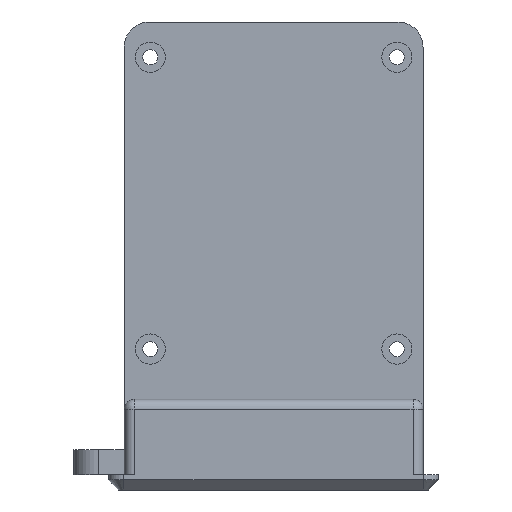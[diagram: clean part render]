
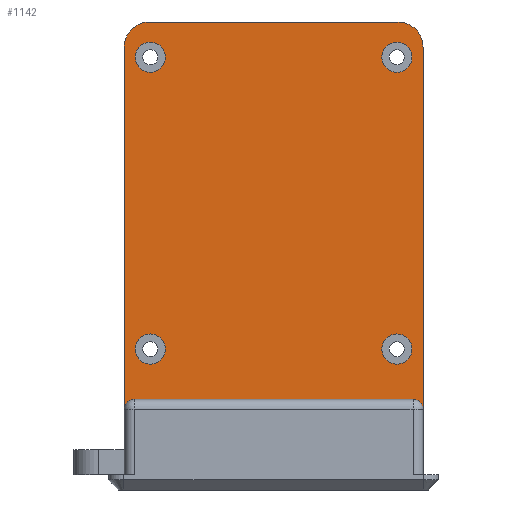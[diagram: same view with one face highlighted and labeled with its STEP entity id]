
A CAD part, left-side view. The second image highlights one B-rep face of the part: STEP entity #1142.
In plain terms, the highlighted planar face has unit normal (-1, 0, 0).
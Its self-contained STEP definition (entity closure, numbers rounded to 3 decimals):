
#27=FACE_BOUND('',#215,.T.);
#28=FACE_BOUND('',#216,.T.);
#29=FACE_BOUND('',#217,.T.);
#30=FACE_BOUND('',#218,.T.);
#69=CIRCLE('',#1215,3.);
#72=CIRCLE('',#1220,3.);
#75=CIRCLE('',#1225,3.);
#78=CIRCLE('',#1230,3.);
#85=CIRCLE('',#1243,5.);
#86=CIRCLE('',#1246,2.);
#87=CIRCLE('',#1247,2.);
#88=CIRCLE('',#1248,5.);
#140=FACE_OUTER_BOUND('',#214,.T.);
#214=EDGE_LOOP('',(#827,#828,#829,#830,#831,#832,#833,#834,#835,#836));
#215=EDGE_LOOP('',(#837));
#216=EDGE_LOOP('',(#838));
#217=EDGE_LOOP('',(#839));
#218=EDGE_LOOP('',(#840));
#310=LINE('',#1806,#416);
#313=LINE('',#1812,#419);
#314=LINE('',#1816,#420);
#315=LINE('',#1818,#421);
#316=LINE('',#1820,#422);
#317=LINE('',#1824,#423);
#416=VECTOR('',#1439,10.);
#419=VECTOR('',#1444,10.);
#420=VECTOR('',#1447,10.);
#421=VECTOR('',#1448,10.);
#422=VECTOR('',#1449,10.);
#423=VECTOR('',#1452,10.);
#507=VERTEX_POINT('',#1733);
#510=VERTEX_POINT('',#1742);
#513=VERTEX_POINT('',#1751);
#516=VERTEX_POINT('',#1760);
#532=VERTEX_POINT('',#1799);
#533=VERTEX_POINT('',#1801);
#534=VERTEX_POINT('',#1805);
#536=VERTEX_POINT('',#1811);
#537=VERTEX_POINT('',#1813);
#538=VERTEX_POINT('',#1815);
#539=VERTEX_POINT('',#1817);
#540=VERTEX_POINT('',#1819);
#541=VERTEX_POINT('',#1821);
#542=VERTEX_POINT('',#1823);
#613=EDGE_CURVE('',#507,#507,#69,.T.);
#617=EDGE_CURVE('',#510,#510,#72,.T.);
#621=EDGE_CURVE('',#513,#513,#75,.T.);
#625=EDGE_CURVE('',#516,#516,#78,.T.);
#644=EDGE_CURVE('',#532,#533,#85,.T.);
#646=EDGE_CURVE('',#533,#534,#310,.F.);
#649=EDGE_CURVE('',#536,#532,#313,.T.);
#650=EDGE_CURVE('',#536,#537,#86,.T.);
#651=EDGE_CURVE('',#537,#538,#314,.F.);
#652=EDGE_CURVE('',#539,#538,#315,.F.);
#653=EDGE_CURVE('',#539,#540,#316,.T.);
#654=EDGE_CURVE('',#541,#540,#87,.F.);
#655=EDGE_CURVE('',#541,#542,#317,.T.);
#656=EDGE_CURVE('',#534,#542,#88,.T.);
#827=ORIENTED_EDGE('',*,*,#644,.F.);
#828=ORIENTED_EDGE('',*,*,#649,.F.);
#829=ORIENTED_EDGE('',*,*,#650,.T.);
#830=ORIENTED_EDGE('',*,*,#651,.T.);
#831=ORIENTED_EDGE('',*,*,#652,.F.);
#832=ORIENTED_EDGE('',*,*,#653,.T.);
#833=ORIENTED_EDGE('',*,*,#654,.F.);
#834=ORIENTED_EDGE('',*,*,#655,.T.);
#835=ORIENTED_EDGE('',*,*,#656,.F.);
#836=ORIENTED_EDGE('',*,*,#646,.F.);
#837=ORIENTED_EDGE('',*,*,#613,.T.);
#838=ORIENTED_EDGE('',*,*,#617,.T.);
#839=ORIENTED_EDGE('',*,*,#621,.T.);
#840=ORIENTED_EDGE('',*,*,#625,.T.);
#1099=PLANE('',#1245);
#1142=ADVANCED_FACE('',(#140,#27,#28,#29,#30),#1099,.T.);
#1215=AXIS2_PLACEMENT_3D('',#1734,#1364,#1365);
#1220=AXIS2_PLACEMENT_3D('',#1743,#1375,#1376);
#1225=AXIS2_PLACEMENT_3D('',#1752,#1386,#1387);
#1230=AXIS2_PLACEMENT_3D('',#1761,#1397,#1398);
#1243=AXIS2_PLACEMENT_3D('',#1802,#1434,#1435);
#1245=AXIS2_PLACEMENT_3D('',#1810,#1442,#1443);
#1246=AXIS2_PLACEMENT_3D('',#1814,#1445,#1446);
#1247=AXIS2_PLACEMENT_3D('',#1822,#1450,#1451);
#1248=AXIS2_PLACEMENT_3D('',#1825,#1453,#1454);
#1364=DIRECTION('center_axis',(1.,0.,0.));
#1365=DIRECTION('ref_axis',(0.,-1.,0.));
#1375=DIRECTION('center_axis',(1.,0.,0.));
#1376=DIRECTION('ref_axis',(0.,-1.,0.));
#1386=DIRECTION('center_axis',(1.,0.,0.));
#1387=DIRECTION('ref_axis',(0.,-1.,0.));
#1397=DIRECTION('center_axis',(1.,0.,0.));
#1398=DIRECTION('ref_axis',(0.,-1.,0.));
#1434=DIRECTION('center_axis',(1.,0.,0.));
#1435=DIRECTION('ref_axis',(0.,0.707,0.707));
#1439=DIRECTION('',(0.,1.,0.));
#1442=DIRECTION('center_axis',(-1.,0.,0.));
#1443=DIRECTION('ref_axis',(0.,-1.,0.));
#1444=DIRECTION('',(0.,0.,1.));
#1445=DIRECTION('center_axis',(1.,0.,0.));
#1446=DIRECTION('ref_axis',(0.,0.707,0.707));
#1447=DIRECTION('',(0.,0.,1.));
#1448=DIRECTION('',(0.,-1.,0.));
#1449=DIRECTION('',(0.,0.,1.));
#1450=DIRECTION('center_axis',(1.,0.,0.));
#1451=DIRECTION('ref_axis',(0.,-0.707,0.707));
#1452=DIRECTION('',(0.,0.,1.));
#1453=DIRECTION('center_axis',(1.,0.,0.));
#1454=DIRECTION('ref_axis',(0.,-0.707,0.707));
#1733=CARTESIAN_POINT('',(-5.,58.75,25.));
#1734=CARTESIAN_POINT('Origin',(-5.,55.75,25.));
#1742=CARTESIAN_POINT('',(-5.,107.75,25.));
#1743=CARTESIAN_POINT('Origin',(-5.,104.75,25.));
#1751=CARTESIAN_POINT('',(-5.,58.75,83.));
#1752=CARTESIAN_POINT('Origin',(-5.,55.75,83.));
#1760=CARTESIAN_POINT('',(-5.,107.75,83.));
#1761=CARTESIAN_POINT('Origin',(-5.,104.75,83.));
#1799=CARTESIAN_POINT('',(-5.,109.95,85.));
#1801=CARTESIAN_POINT('',(-5.,104.95,90.));
#1802=CARTESIAN_POINT('Origin',(-5.,104.95,85.));
#1805=CARTESIAN_POINT('',(-5.,55.55,90.));
#1806=CARTESIAN_POINT('',(-5.,95.,90.));
#1810=CARTESIAN_POINT('Origin',(-5.,110.,5.));
#1811=CARTESIAN_POINT('',(-5.,109.95,13.));
#1812=CARTESIAN_POINT('',(-5.,109.95,2.5));
#1813=CARTESIAN_POINT('',(-5.,108.5,14.923));
#1814=CARTESIAN_POINT('Origin',(-5.,107.95,13.));
#1815=CARTESIAN_POINT('',(-5.,108.5,0.));
#1816=CARTESIAN_POINT('',(-5.,108.5,2.5));
#1817=CARTESIAN_POINT('',(-5.,52.,0.));
#1818=CARTESIAN_POINT('',(-5.,97.5,0.));
#1819=CARTESIAN_POINT('',(-5.,52.,14.923));
#1820=CARTESIAN_POINT('',(-5.,52.,10.25));
#1821=CARTESIAN_POINT('',(-5.,50.55,13.));
#1822=CARTESIAN_POINT('Origin',(-5.,52.55,13.));
#1823=CARTESIAN_POINT('',(-5.,50.55,85.));
#1824=CARTESIAN_POINT('',(-5.,50.55,6.25));
#1825=CARTESIAN_POINT('Origin',(-5.,55.55,85.));
